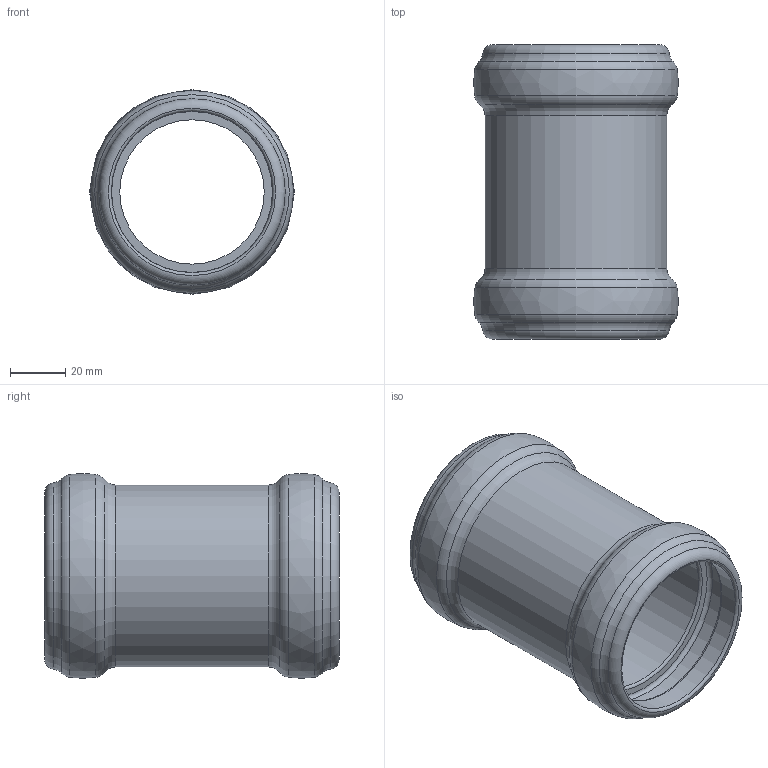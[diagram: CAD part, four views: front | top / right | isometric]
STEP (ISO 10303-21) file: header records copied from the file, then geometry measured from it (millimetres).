
FILE_DESCRIPTION(/* description */ (''),/* implementation_level */ '2;1');
FILE_NAME(/* name */ '332510 SKOLANsafeMM Doppelmuffe DN_OD 58.stp',/* time_stamp */ '2018-07-16T09:29:39+02:00',/* author */ ('user1'),/* organization */ (''),/* preprocessor_version */ 'ST-DEVELOPER v16.1',/* originating_system */ 'Autodesk Inventor 2016',/* authorisation */ '');
FILE_SCHEMA (('AUTOMOTIVE_DESIGN { 1 0 10303 214 3 1 1 }'));
Length unit declared in the file: millimetre
Products named in the file (1): 332510 SKOLANsafeMM Doppelmuffe DN_OD 58
Bounding box: 74.4 x 107 x 74.36 mm (x, y, z)
Volume: 91796.1 mm3; surface area: 48694.4 mm2
Topology: 1 solids, 1 shells, 36 faces, 74 edges, 40 vertices
Faces by surface type: torus 20, cylinder 8, cone 4, bspline 2, plane 2
Full cylindrical faces by diameter (mm): 52.5 x1, 58.5 x2, 58.8 x2, 66.1 x1, 67.6 x2
Entity records: 844 total; most frequent: CARTESIAN_POINT 175, DIRECTION 150, ORIENTED_EDGE 84, AXIS2_PLACEMENT_3D 75, EDGE_LOOP 70, EDGE_CURVE 42, CIRCLE 40, VERTEX_POINT 40
